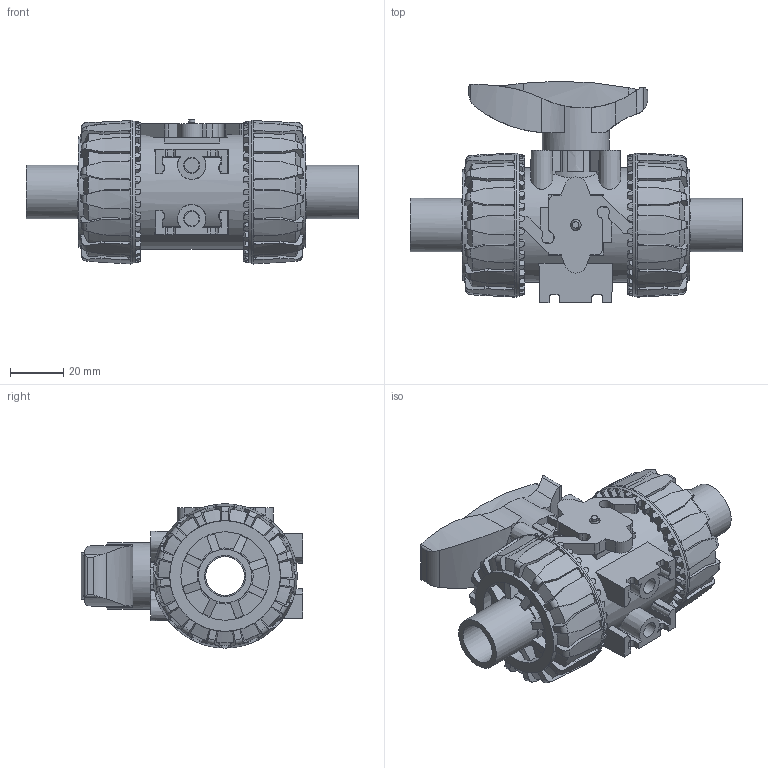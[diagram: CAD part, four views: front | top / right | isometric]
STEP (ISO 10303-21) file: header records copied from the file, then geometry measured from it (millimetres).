
FILE_DESCRIPTION(/* description */ (''),/* implementation_level */ '2;1');
FILE_NAME(/* name */ 'VKDDV020E.iam.stp',/* time_stamp */ '2013-10-01T10:34:14+02:00',/* author */ ('FBRUSA'),/* organization */ (''),/* preprocessor_version */ 'ST-DEVELOPER v15.2',/* originating_system */ 'Autodesk Inventor 2014',/* authorisation */ '');
FILE_SCHEMA (('AUTOMOTIVE_DESIGN { 1 0 10303 214 3 1 1 }'));
Length unit declared in the file: millimetre
Products named in the file (6): cassa VKD_20; Arpione 20-25; NTVKD020V; ENDDV020; 1MNC020; VKDDV020E
Bounding box: 124.2 x 82.77 x 53.9 mm (x, y, z)
Volume: 172295 mm3; surface area: 58460.4 mm2
Topology: 7 solids, 7 shells, 1359 faces, 3771 edges, 2453 vertices
Faces by surface type: plane 665, cylinder 354, cone 304, torus 30, bspline 6
Full cylindrical faces by diameter (mm): 2.4 x1, 3.1 x1, 4.075 x1, 4.2 x1, 5.5 x2, 6 x2, 14.5 x1, 15.4 x2, 20 x2, 25 x1, 30 x1, 36.8 x2, 37.8 x2, 41.1 x2, 43 x1, 53.9 x2
Entity records: 28041 total; most frequent: CARTESIAN_POINT 7863, ORIENTED_EDGE 4430, DIRECTION 4023, EDGE_CURVE 2215, AXIS2_PLACEMENT_3D 1546, VERTEX_POINT 1468, LINE 931, VECTOR 931
